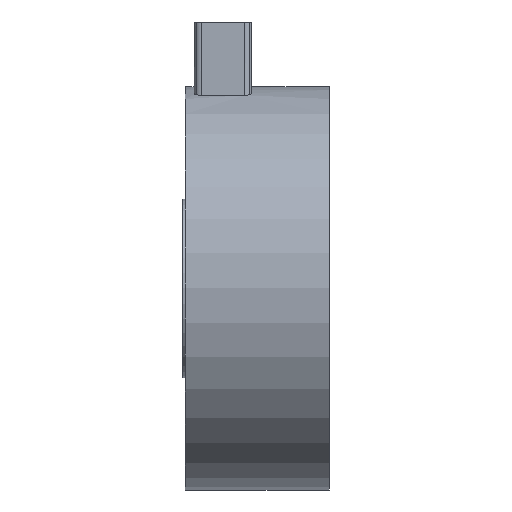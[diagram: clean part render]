
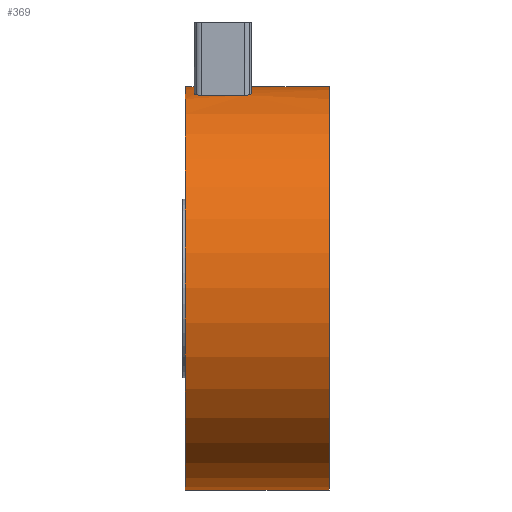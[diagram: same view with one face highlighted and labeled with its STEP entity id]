
A CAD part, top view. The second image highlights one B-rep face of the part: STEP entity #369.
In plain terms, the highlighted cylindrical face has radius 70 mm (diameter 140 mm), a partial arc.
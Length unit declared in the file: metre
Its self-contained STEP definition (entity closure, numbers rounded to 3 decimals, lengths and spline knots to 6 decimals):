
#369=ADVANCED_FACE('',(#954),#955,.T.);
#954=FACE_OUTER_BOUND('',#1792,.T.);
#955=CYLINDRICAL_SURFACE('',#1793,0.07);
#1792=EDGE_LOOP('',(#3027,#3028,#3029,#3030,#3031,#3032,#3033,#3034,#3035,#3036,#3037,#3038));
#1793=AXIS2_PLACEMENT_3D('',#3039,#3040,#3041);
#3027=ORIENTED_EDGE('',*,*,#5443,.F.);
#3028=ORIENTED_EDGE('',*,*,#5444,.T.);
#3029=ORIENTED_EDGE('',*,*,#5445,.F.);
#3030=ORIENTED_EDGE('',*,*,#5446,.F.);
#3031=ORIENTED_EDGE('',*,*,#5447,.F.);
#3032=ORIENTED_EDGE('',*,*,#5448,.F.);
#3033=ORIENTED_EDGE('',*,*,#5449,.F.);
#3034=ORIENTED_EDGE('',*,*,#5450,.F.);
#3035=ORIENTED_EDGE('',*,*,#5451,.F.);
#3036=ORIENTED_EDGE('',*,*,#5452,.F.);
#3037=ORIENTED_EDGE('',*,*,#5453,.F.);
#3038=ORIENTED_EDGE('',*,*,#5454,.F.);
#3039=CARTESIAN_POINT('',(-0.025,0.,0.));
#3040=DIRECTION('',(1.0,0.,0.));
#3041=DIRECTION('',(0.,-1.0,0.));
#5443=EDGE_CURVE('',#6525,#6526,#6527,.T.);
#5444=EDGE_CURVE('',#6525,#6528,#6529,.T.);
#5445=EDGE_CURVE('',#6530,#6528,#6531,.T.);
#5446=EDGE_CURVE('0:16709',#6532,#6530,#6533,.T.);
#5447=EDGE_CURVE('',#6534,#6532,#6535,.T.);
#5448=EDGE_CURVE('0:16712',#6536,#6534,#6537,.T.);
#5449=EDGE_CURVE('0:16715',#6538,#6536,#6539,.T.);
#5450=EDGE_CURVE('',#6540,#6538,#6541,.T.);
#5451=EDGE_CURVE('0:16718',#6542,#6540,#6543,.T.);
#5452=EDGE_CURVE('',#6544,#6542,#6545,.T.);
#5453=EDGE_CURVE('',#6546,#6544,#6547,.T.);
#5454=EDGE_CURVE('',#6526,#6546,#6548,.T.);
#6525=VERTEX_POINT('',#8148);
#6526=VERTEX_POINT('',#8149);
#6527=LINE('',#8150,#8151);
#6528=VERTEX_POINT('',#8152);
#6529=CIRCLE('',#8153,0.07);
#6530=VERTEX_POINT('',#8154);
#6531=LINE('',#8155,#8156);
#6532=VERTEX_POINT('',#8157);
#6533=CIRCLE('',#8158,0.07);
#6534=VERTEX_POINT('',#8159);
#6535=B_SPLINE_CURVE_WITH_KNOTS('',3,(#8160,#8161,#8162,#8163,#8164,#8165,#8166,#8167,#8168,#8169,#8170,#8171,#8172,#8173),.UNSPECIFIED.,.F.,.F.,(4,2,2,2,2,2,4),(0.006718,0.007659,0.008599,0.00954,0.010518,0.011496,0.012467),.UNSPECIFIED.);
#6536=VERTEX_POINT('',#8174);
#6537=B_SPLINE_CURVE_WITH_KNOTS('',3,(#8175,#8176,#8177,#8178,#8179,#8180,#8181,#8182,#8183,#8184,#8185,#8186,#8187,#8188),.UNSPECIFIED.,.F.,.F.,(4,2,2,2,2,2,4),(0.006718,0.007659,0.008599,0.00954,0.010518,0.011496,0.012467),.UNSPECIFIED.);
#6538=VERTEX_POINT('',#8189);
#6539=LINE('',#8190,#8191);
#6540=VERTEX_POINT('',#8192);
#6541=B_SPLINE_CURVE_WITH_KNOTS('',3,(#8193,#8194,#8195,#8196,#8197,#8198,#8199,#8200,#8201,#8202,#8203,#8204,#8205,#8206),.UNSPECIFIED.,.F.,.F.,(4,2,2,2,2,2,4),(0.002851,0.003821,0.004799,0.005777,0.006718,0.007659,0.008609),.UNSPECIFIED.);
#6542=VERTEX_POINT('',#8207);
#6543=B_SPLINE_CURVE_WITH_KNOTS('',3,(#8208,#8209,#8210,#8211,#8212,#8213,#8214,#8215,#8216,#8217,#8218,#8219,#8220,#8221),.UNSPECIFIED.,.F.,.F.,(4,2,2,2,2,2,4),(0.002851,0.003821,0.004799,0.005777,0.006718,0.007659,0.008609),.UNSPECIFIED.);
#6544=VERTEX_POINT('',#8222);
#6545=CIRCLE('',#8223,0.07);
#6546=VERTEX_POINT('',#8224);
#6547=LINE('',#8225,#8226);
#6548=CIRCLE('',#8227,0.07);
#8148=CARTESIAN_POINT('',(0.,-0.07,0.));
#8149=CARTESIAN_POINT('',(-0.05,-0.07,0.));
#8150=CARTESIAN_POINT('',(-0.025,-0.07,0.));
#8151=VECTOR('',#10298,1.0);
#8152=CARTESIAN_POINT('',(0.,0.07,0.));
#8153=AXIS2_PLACEMENT_3D('',#10299,#10300,#10301);
#8154=CARTESIAN_POINT('',(-0.027,0.07,0.));
#8155=CARTESIAN_POINT('',(-0.025,0.07,0.));
#8156=VECTOR('',#10302,1.0);
#8157=CARTESIAN_POINT('',(-0.027,0.067777,0.0175));
#8158=AXIS2_PLACEMENT_3D('',#10303,#10304,#10305);
#8159=CARTESIAN_POINT('',(-0.027732,0.067296,0.019268));
#8160=CARTESIAN_POINT('',(-0.030453,0.067138,0.019811));
#8161=CARTESIAN_POINT('',(-0.030147,0.067101,0.019937));
#8162=CARTESIAN_POINT('',(-0.029814,0.067082,0.02));
#8163=CARTESIAN_POINT('',(-0.029186,0.067082,0.02));
#8164=CARTESIAN_POINT('',(-0.028853,0.067101,0.019937));
#8165=CARTESIAN_POINT('',(-0.028242,0.067175,0.019685));
#8166=CARTESIAN_POINT('',(-0.027964,0.067231,0.019496));
#8167=CARTESIAN_POINT('',(-0.027518,0.067357,0.019056));
#8168=CARTESIAN_POINT('',(-0.027322,0.067437,0.018773));
#8169=CARTESIAN_POINT('',(-0.027063,0.067606,0.018152));
#8170=CARTESIAN_POINT('',(-0.027,0.067696,0.017816));
#8171=CARTESIAN_POINT('',(-0.027,0.067858,0.017187));
#8172=CARTESIAN_POINT('',(-0.027062,0.067942,0.016851));
#8173=CARTESIAN_POINT('',(-0.027191,0.068018,0.016541));
#8174=CARTESIAN_POINT('',(-0.0295,0.067082,0.02));
#8175=CARTESIAN_POINT('',(-0.030453,0.067138,0.019811));
#8176=CARTESIAN_POINT('',(-0.030147,0.067101,0.019937));
#8177=CARTESIAN_POINT('',(-0.029814,0.067082,0.02));
#8178=CARTESIAN_POINT('',(-0.029186,0.067082,0.02));
#8179=CARTESIAN_POINT('',(-0.028853,0.067101,0.019937));
#8180=CARTESIAN_POINT('',(-0.028242,0.067175,0.019685));
#8181=CARTESIAN_POINT('',(-0.027964,0.067231,0.019496));
#8182=CARTESIAN_POINT('',(-0.027518,0.067357,0.019056));
#8183=CARTESIAN_POINT('',(-0.027322,0.067437,0.018773));
#8184=CARTESIAN_POINT('',(-0.027063,0.067606,0.018152));
#8185=CARTESIAN_POINT('',(-0.027,0.067696,0.017816));
#8186=CARTESIAN_POINT('',(-0.027,0.067858,0.017187));
#8187=CARTESIAN_POINT('',(-0.027062,0.067942,0.016851));
#8188=CARTESIAN_POINT('',(-0.027191,0.068018,0.016541));
#8189=CARTESIAN_POINT('',(-0.0445,0.067082,0.02));
#8190=CARTESIAN_POINT('',(-0.037,0.067082,0.02));
#8191=VECTOR('',#10306,1.0);
#8192=CARTESIAN_POINT('',(-0.046268,0.067296,0.019268));
#8193=CARTESIAN_POINT('',(-0.046809,0.068018,0.016541));
#8194=CARTESIAN_POINT('',(-0.046938,0.067942,0.016851));
#8195=CARTESIAN_POINT('',(-0.047,0.067858,0.017187));
#8196=CARTESIAN_POINT('',(-0.047,0.067696,0.017816));
#8197=CARTESIAN_POINT('',(-0.046937,0.067606,0.018152));
#8198=CARTESIAN_POINT('',(-0.046678,0.067437,0.018773));
#8199=CARTESIAN_POINT('',(-0.046482,0.067357,0.019056));
#8200=CARTESIAN_POINT('',(-0.046036,0.067231,0.019496));
#8201=CARTESIAN_POINT('',(-0.045758,0.067175,0.019685));
#8202=CARTESIAN_POINT('',(-0.045147,0.067101,0.019937));
#8203=CARTESIAN_POINT('',(-0.044814,0.067082,0.02));
#8204=CARTESIAN_POINT('',(-0.044183,0.067082,0.02));
#8205=CARTESIAN_POINT('',(-0.043847,0.067101,0.019936));
#8206=CARTESIAN_POINT('',(-0.043539,0.067139,0.019808));
#8207=CARTESIAN_POINT('',(-0.047,0.067777,0.0175));
#8208=CARTESIAN_POINT('',(-0.046809,0.068018,0.016541));
#8209=CARTESIAN_POINT('',(-0.046938,0.067942,0.016851));
#8210=CARTESIAN_POINT('',(-0.047,0.067858,0.017187));
#8211=CARTESIAN_POINT('',(-0.047,0.067696,0.017816));
#8212=CARTESIAN_POINT('',(-0.046937,0.067606,0.018152));
#8213=CARTESIAN_POINT('',(-0.046678,0.067437,0.018773));
#8214=CARTESIAN_POINT('',(-0.046482,0.067357,0.019056));
#8215=CARTESIAN_POINT('',(-0.046036,0.067231,0.019496));
#8216=CARTESIAN_POINT('',(-0.045758,0.067175,0.019685));
#8217=CARTESIAN_POINT('',(-0.045147,0.067101,0.019937));
#8218=CARTESIAN_POINT('',(-0.044814,0.067082,0.02));
#8219=CARTESIAN_POINT('',(-0.044183,0.067082,0.02));
#8220=CARTESIAN_POINT('',(-0.043847,0.067101,0.019936));
#8221=CARTESIAN_POINT('',(-0.043539,0.067139,0.019808));
#8222=CARTESIAN_POINT('',(-0.047,0.07,0.));
#8223=AXIS2_PLACEMENT_3D('',#10307,#10308,#10309);
#8224=CARTESIAN_POINT('',(-0.05,0.07,0.0));
#8225=CARTESIAN_POINT('',(-0.025,0.07,0.));
#8226=VECTOR('',#10310,1.0);
#8227=AXIS2_PLACEMENT_3D('',#10311,#10312,#10313);
#10298=DIRECTION('',(-1.0,0.,0.));
#10299=CARTESIAN_POINT('',(0.,0.,0.));
#10300=DIRECTION('',(-1.0,0.,0.));
#10301=DIRECTION('',(0.,-1.0,0.));
#10302=DIRECTION('',(1.0,0.,0.));
#10303=CARTESIAN_POINT('',(-0.027,0.,0.));
#10304=DIRECTION('',(-1.0,0.,0.));
#10305=DIRECTION('',(0.,-1.0,0.));
#10306=DIRECTION('',(1.0,0.,0.));
#10307=CARTESIAN_POINT('',(-0.047,0.,0.));
#10308=DIRECTION('',(1.0,0.,0.));
#10309=DIRECTION('',(0.,-1.0,0.));
#10310=DIRECTION('',(1.0,0.,0.));
#10311=CARTESIAN_POINT('',(-0.05,0.,0.));
#10312=DIRECTION('',(-1.0,0.,0.));
#10313=DIRECTION('',(0.,-1.0,0.));
